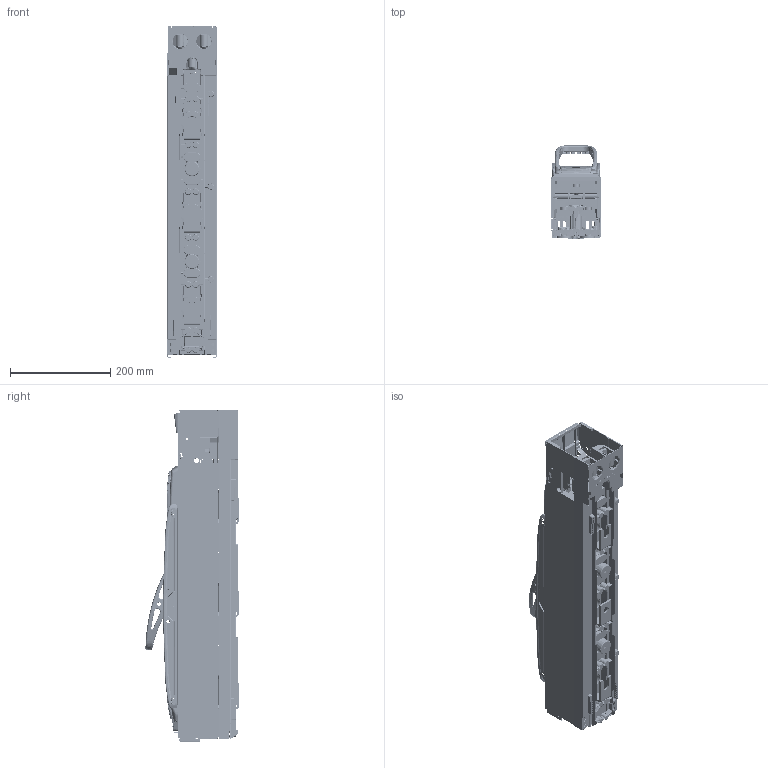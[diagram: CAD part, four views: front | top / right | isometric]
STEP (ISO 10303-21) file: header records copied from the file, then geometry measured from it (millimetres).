
FILE_DESCRIPTION((''),'2;1');
FILE_NAME('ZLBM3-3P-V','2021-08-16T11:35:29',('FIKASAV3'),(''),'CREO PARAMETRIC BY PTC INC, 2020184','CREO PARAMETRIC BY PTC INC, 2020184','');
FILE_SCHEMA(('AUTOMOTIVE_DESIGN { 1 0 10303 214 1 1 1 1 }'));
Products named in the file (1): ZLBM3-3P-V
Bounding box: 99 x 185.78 x 662.12 mm (x, y, z)
Volume: 4394240.6 mm3; surface area: 1157783.8 mm2
Topology: 1 solids, 948 shells, 4661 faces, 36811 edges, 32673 vertices
Faces by surface type: plane 2761, cylinder 946, bspline 423, torus 256, cone 196, extrusion 62, sphere 17
Entity records: 646915 total; most frequent: CARTESIAN_POINT 381243, ORIENTED_EDGE 42302, DIRECTION 37909, EDGE_CURVE 36772, VERTEX_POINT 32677, VECTOR 19344, LINE 19298, B_SPLINE_CURVE_WITH_KNOTS 12426
